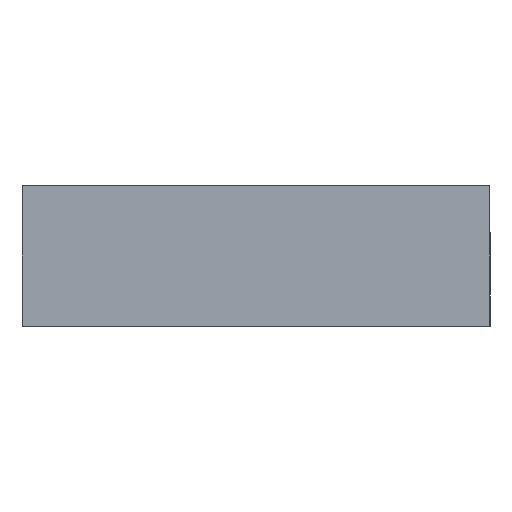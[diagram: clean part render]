
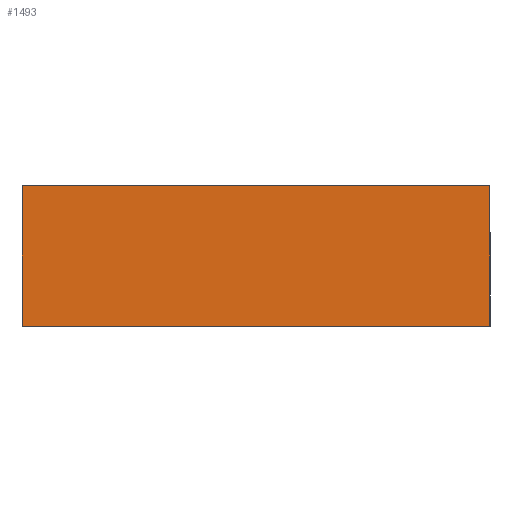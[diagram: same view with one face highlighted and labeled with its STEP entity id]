
A CAD part, left-side view. The second image highlights one B-rep face of the part: STEP entity #1493.
In plain terms, the highlighted planar face has unit normal (-1, 0, 0).
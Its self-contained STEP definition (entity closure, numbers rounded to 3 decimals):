
#173=FACE_OUTER_BOUND('',#253,.T.);
#253=EDGE_LOOP('',(#1284,#1285,#1286,#1287));
#398=LINE('',#2695,#559);
#407=LINE('',#2713,#568);
#421=LINE('',#2743,#582);
#423=LINE('',#2747,#584);
#559=VECTOR('',#1787,10.);
#568=VECTOR('',#1798,10.);
#582=VECTOR('',#1828,10.);
#584=VECTOR('',#1834,10.);
#709=VERTEX_POINT('',#2692);
#710=VERTEX_POINT('',#2694);
#714=VERTEX_POINT('',#2703);
#718=VERTEX_POINT('',#2711);
#912=EDGE_CURVE('',#709,#710,#398,.T.);
#921=EDGE_CURVE('',#714,#718,#407,.T.);
#937=EDGE_CURVE('',#710,#718,#421,.T.);
#939=EDGE_CURVE('',#714,#709,#423,.T.);
#1284=ORIENTED_EDGE('',*,*,#939,.F.);
#1285=ORIENTED_EDGE('',*,*,#921,.T.);
#1286=ORIENTED_EDGE('',*,*,#937,.F.);
#1287=ORIENTED_EDGE('',*,*,#912,.F.);
#1414=PLANE('',#1563);
#1493=ADVANCED_FACE('',(#173),#1414,.T.);
#1563=AXIS2_PLACEMENT_3D('',#2746,#1832,#1833);
#1787=DIRECTION('',(0.,0.,1.));
#1798=DIRECTION('',(0.,0.,1.));
#1828=DIRECTION('',(0.,-1.,0.));
#1832=DIRECTION('center_axis',(-1.,0.,0.));
#1833=DIRECTION('ref_axis',(0.,-1.,0.));
#1834=DIRECTION('',(0.,1.,0.));
#2692=CARTESIAN_POINT('',(0.,20.,0.));
#2694=CARTESIAN_POINT('',(0.,20.,6.));
#2695=CARTESIAN_POINT('',(0.,20.,0.));
#2703=CARTESIAN_POINT('',(0.,0.,0.));
#2711=CARTESIAN_POINT('',(0.,0.,6.));
#2713=CARTESIAN_POINT('',(0.,0.,0.));
#2743=CARTESIAN_POINT('',(0.,0.,6.));
#2746=CARTESIAN_POINT('Origin',(0.,20.,0.));
#2747=CARTESIAN_POINT('',(0.,0.,0.));
